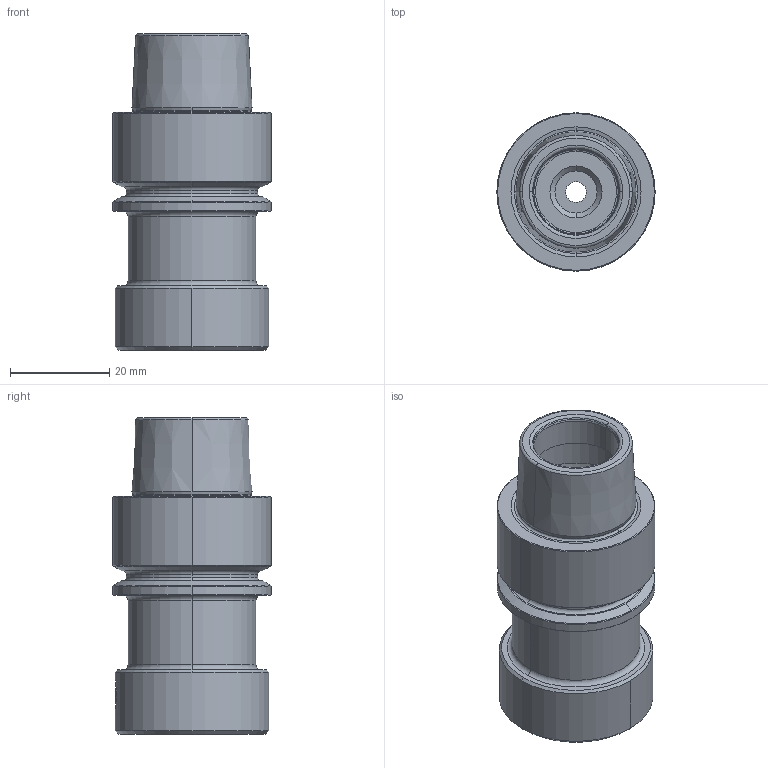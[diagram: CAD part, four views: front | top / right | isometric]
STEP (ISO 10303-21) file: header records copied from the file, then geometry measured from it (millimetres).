
FILE_DESCRIPTION(('no description'),'unknown implementation level');
FILE_NAME('F3747C4C-9ED9-4184-9227-A769EE86DC2F_export.stp',' ',('CIMSOURCE GmbH'),('CADClick - KiM GmbH - www.kimweb.de'),'unknown preprocess','ACIS','unknown authorization');
FILE_SCHEMA(('automotive_design'));
Length unit declared in the file: millimetre
Products named in the file (2): 328.151F Kaiser HSK-E32xCKB3x68|690.433 Kaiser ETL M6 X 8,5 CK3;Schnitt-Linear austragen2; 328.151F Kaiser HSK-E32xCKB3x68|328.151F Kaiser HSK-E32xCKB3x68;Schnitt-Rotation7
Bounding box: 31.94 x 31.94 x 63.9 mm (x, y, z)
Volume: 27041.3 mm3; surface area: 11162.8 mm2
Topology: 2 solids, 2 shells, 148 faces, 335 edges, 197 vertices
Faces by surface type: cone 52, cylinder 36, plane 34, torus 26
Entity records: 8171 total; most frequent: CARTESIAN_POINT 861, DIRECTION 811, STYLED_ITEM 680, PRESENTATION_STYLE_ASSIGNMENT 680, COLOUR_RGB 680, ORIENTED_EDGE 666, AXIS2_PLACEMENT_3D 341, EDGE_CURVE 333
